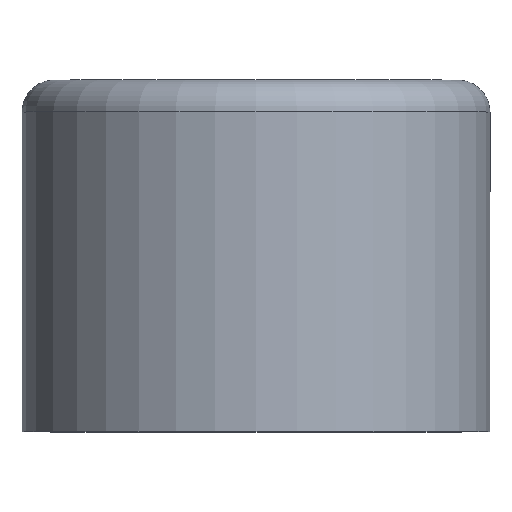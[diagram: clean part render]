
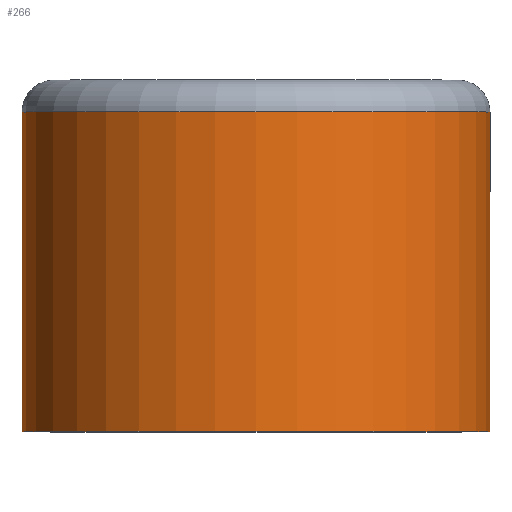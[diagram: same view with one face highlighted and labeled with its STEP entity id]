
A CAD part, top view. The second image highlights one B-rep face of the part: STEP entity #266.
In plain terms, the highlighted cylindrical face has radius 11.049 mm (diameter 22.098 mm), a partial arc.
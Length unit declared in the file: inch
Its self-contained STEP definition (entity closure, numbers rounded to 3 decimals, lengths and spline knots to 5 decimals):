
#16 = CARTESIAN_POINT ( 'NONE',  ( 0.435, 0., 0. ) ) ;
#21 = VERTEX_POINT ( 'NONE', #236 ) ;
#25 = EDGE_CURVE ( 'NONE', #268, #279, #269, .T. ) ;
#30 = LINE ( 'NONE', #142, #107 ) ;
#34 = CARTESIAN_POINT ( 'NONE',  ( -0.435, 0.59438, 0. ) ) ;
#37 = CIRCLE ( 'NONE', #170, 0.435 ) ;
#39 = EDGE_CURVE ( 'NONE', #279, #21, #197, .T. ) ;
#40 = ORIENTED_EDGE ( 'NONE', *, *, #53, .T. ) ;
#53 = EDGE_CURVE ( 'NONE', #268, #321, #37, .T. ) ;
#66 = ORIENTED_EDGE ( 'NONE', *, *, #25, .F. ) ;
#68 = ORIENTED_EDGE ( 'NONE', *, *, #39, .F. ) ;
#85 = DIRECTION ( 'NONE',  ( 1., 0., 0. ) ) ;
#107 = VECTOR ( 'NONE', #335, 39.37008 ) ;
#120 = VECTOR ( 'NONE', #129, 39.37008 ) ;
#129 = DIRECTION ( 'NONE',  ( 0., -1., 0. ) ) ;
#138 = CARTESIAN_POINT ( 'NONE',  ( 0.435, 0., 0. ) ) ;
#142 = CARTESIAN_POINT ( 'NONE',  ( -0.435, 0., 0. ) ) ;
#152 = CARTESIAN_POINT ( 'NONE',  ( 0., 0., 0. ) ) ;
#170 = AXIS2_PLACEMENT_3D ( 'NONE', #276, #304, #248 ) ;
#172 = CYLINDRICAL_SURFACE ( 'NONE', #306, 0.435 ) ;
#197 = CIRCLE ( 'NONE', #198, 0.435 ) ;
#198 = AXIS2_PLACEMENT_3D ( 'NONE', #152, #207, #264 ) ;
#207 = DIRECTION ( 'NONE',  ( 0., -1., 0. ) ) ;
#227 = EDGE_LOOP ( 'NONE', ( #40, #293, #68, #66 ) ) ;
#236 = CARTESIAN_POINT ( 'NONE',  ( -0.435, 0., 0. ) ) ;
#247 = FACE_OUTER_BOUND ( 'NONE', #227, .T. ) ;
#248 = DIRECTION ( 'NONE',  ( 1., 0., 0. ) ) ;
#264 = DIRECTION ( 'NONE',  ( 1., 0., 0. ) ) ;
#266 = ADVANCED_FACE ( 'NONE', ( #247 ), #172, .T. ) ;
#268 = VERTEX_POINT ( 'NONE', #272 ) ;
#269 = LINE ( 'NONE', #16, #120 ) ;
#272 = CARTESIAN_POINT ( 'NONE',  ( 0.435, 0.59437, 0. ) ) ;
#274 = CARTESIAN_POINT ( 'NONE',  ( 0., 0., 0. ) ) ;
#276 = CARTESIAN_POINT ( 'NONE',  ( 0., 0.59438, 0. ) ) ;
#279 = VERTEX_POINT ( 'NONE', #138 ) ;
#293 = ORIENTED_EDGE ( 'NONE', *, *, #341, .T. ) ;
#299 = DIRECTION ( 'NONE',  ( 0., -1., 0. ) ) ;
#304 = DIRECTION ( 'NONE',  ( 0., -1., 0. ) ) ;
#306 = AXIS2_PLACEMENT_3D ( 'NONE', #274, #299, #85 ) ;
#321 = VERTEX_POINT ( 'NONE', #34 ) ;
#335 = DIRECTION ( 'NONE',  ( 0., -1., 0. ) ) ;
#341 = EDGE_CURVE ( 'NONE', #321, #21, #30, .T. ) ;
